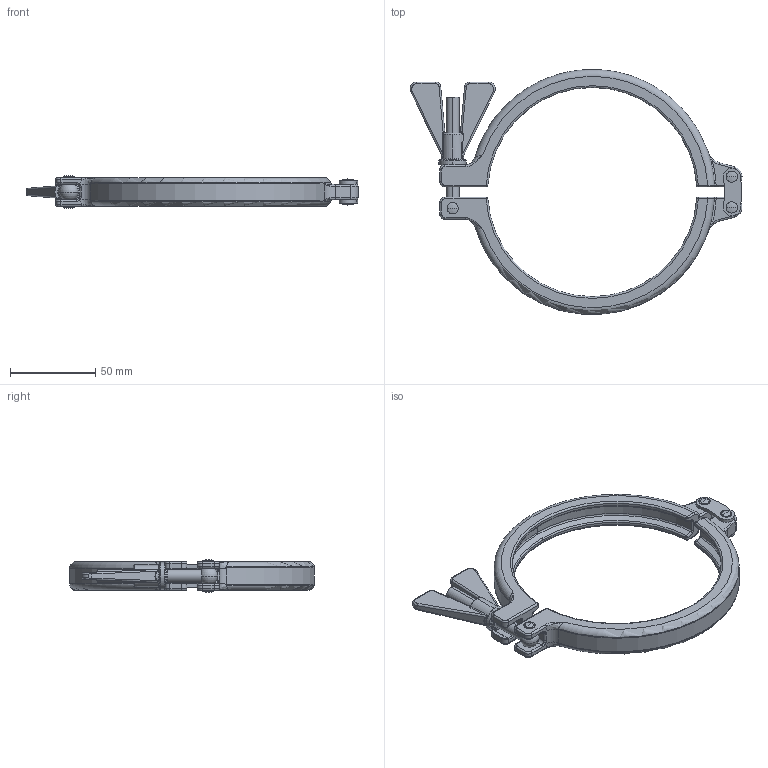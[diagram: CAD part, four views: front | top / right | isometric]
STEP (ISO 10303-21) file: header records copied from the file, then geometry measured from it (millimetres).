
FILE_DESCRIPTION (( 'STEP AP214' ), '1' );
FILE_NAME ('CL.SAF.0450.STEP', '2020-05-19T11:35:45', ( '' ), ( '' ), 'SwSTEP 2.0', 'SolidWorks 2020', '' );
FILE_SCHEMA (( 'AUTOMOTIVE_DESIGN' ));
Length unit declared in the file: millimetre
Products named in the file (1): CL.SAF.0450
Bounding box: 194.64 x 143.5 x 19.3 mm (x, y, z)
Volume: 73976.2 mm3; surface area: 34290.2 mm2
Topology: 4 solids, 4 shells, 442 faces, 1025 edges, 584 vertices
Faces by surface type: cylinder 165, torus 84, bspline 84, plane 59, sphere 36, cone 14
Entity records: 15437 total; most frequent: CARTESIAN_POINT 5823, DIRECTION 2086, ORIENTED_EDGE 2004, EDGE_CURVE 1002, AXIS2_PLACEMENT_3D 910, VERTEX_POINT 583, CIRCLE 551, EDGE_LOOP 465
